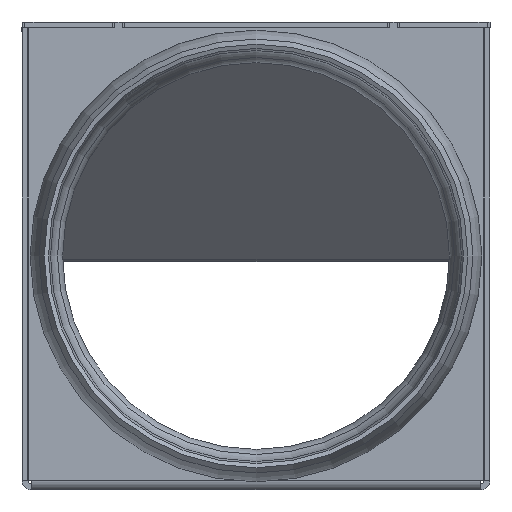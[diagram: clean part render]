
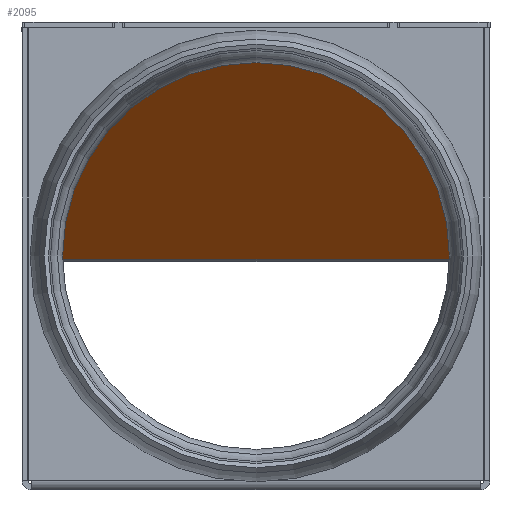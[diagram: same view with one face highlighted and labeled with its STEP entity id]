
A CAD part, left-side view. The second image highlights one B-rep face of the part: STEP entity #2095.
In plain terms, the highlighted planar face has unit normal (-0.707, 0, -0.707).
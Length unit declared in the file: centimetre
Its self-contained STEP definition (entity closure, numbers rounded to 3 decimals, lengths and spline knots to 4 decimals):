
#249=FACE_OUTER_BOUND('',#402,.T.);
#402=EDGE_LOOP('',(#1648,#1649,#1650,#1651));
#643=VERTEX_POINT('',#4391);
#644=VERTEX_POINT('',#4393);
#647=VERTEX_POINT('',#4409);
#649=VERTEX_POINT('',#4415);
#989=EDGE_CURVE('',#644,#643,#2414,.T.);
#998=EDGE_CURVE('',#644,#647,#2420,.T.);
#1001=EDGE_CURVE('',#643,#649,#2423,.T.);
#1002=EDGE_CURVE('',#649,#647,#2424,.T.);
#1648=ORIENTED_EDGE('',*,*,#989,.T.);
#1649=ORIENTED_EDGE('',*,*,#1001,.T.);
#1650=ORIENTED_EDGE('',*,*,#1002,.T.);
#1651=ORIENTED_EDGE('',*,*,#998,.F.);
#1965=PLANE('',#2922);
#2095=ADVANCED_FACE('',(#249),#1965,.F.);
#2414=LINE('',#4394,#2731);
#2420=LINE('',#4410,#2737);
#2423=LINE('',#4416,#2740);
#2424=LINE('',#4417,#2741);
#2731=VECTOR('',#3549,118.5);
#2737=VECTOR('',#3569,83.4089);
#2740=VECTOR('',#3574,83.4089);
#2741=VECTOR('',#3575,118.5);
#2922=AXIS2_PLACEMENT_3D('',#4414,#3572,#3573);
#3549=DIRECTION('',(0.,-1.,0.));
#3569=DIRECTION('',(-0.707,0.,0.707));
#3572=DIRECTION('center_axis',(0.707,0.,0.707));
#3573=DIRECTION('ref_axis',(0.,-1.,0.));
#3574=DIRECTION('',(-0.707,0.,0.707));
#3575=DIRECTION('',(0.,1.,0.));
#4391=CARTESIAN_POINT('',(169.2716,-59.25,-0.7719));
#4393=CARTESIAN_POINT('',(169.2716,59.25,-0.7719));
#4394=CARTESIAN_POINT('',(169.2716,29.625,-0.7719));
#4409=CARTESIAN_POINT('',(110.2926,59.25,58.2071));
#4410=CARTESIAN_POINT('',(106.605,59.25,61.8947));
#4414=CARTESIAN_POINT('Origin',(139.6873,0.,28.8124));
#4415=CARTESIAN_POINT('',(110.2926,-59.25,58.2071));
#4416=CARTESIAN_POINT('',(106.605,-59.25,61.8947));
#4417=CARTESIAN_POINT('',(110.2926,0.,58.2071));
